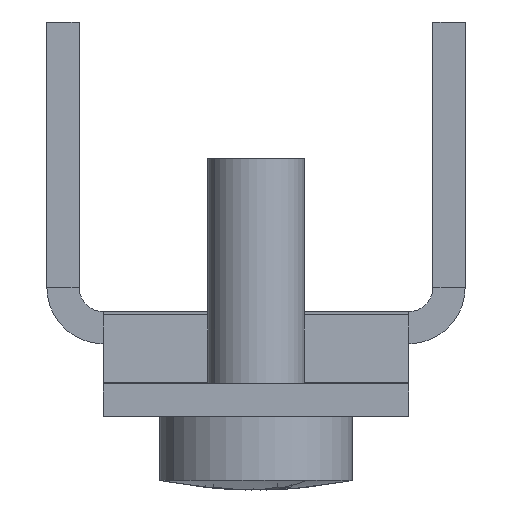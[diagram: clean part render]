
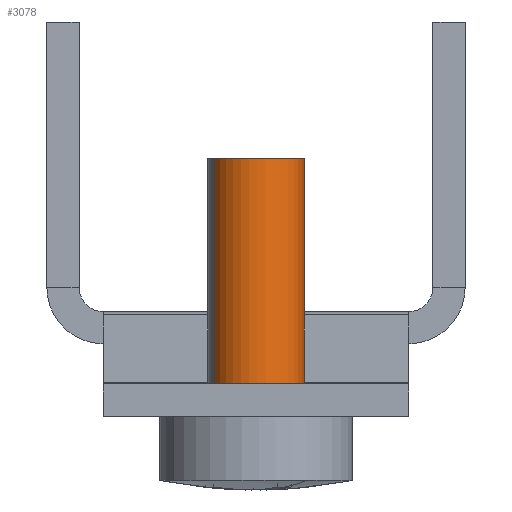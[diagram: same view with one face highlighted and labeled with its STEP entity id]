
A CAD part, left-side view. The second image highlights one B-rep face of the part: STEP entity #3078.
In plain terms, the highlighted cylindrical face has radius 3 mm (diameter 6 mm), a partial arc.
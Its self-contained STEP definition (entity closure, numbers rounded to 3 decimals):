
#510 = CIRCLE ( 'NONE', #5997, 3. ) ;
#684 = FACE_OUTER_BOUND ( 'NONE', #4139, .T. ) ;
#878 = DIRECTION ( 'NONE',  ( 0., -1., 0. ) ) ;
#1143 = DIRECTION ( 'NONE',  ( 0., 0., -1. ) ) ;
#1217 = DIRECTION ( 'NONE',  ( 0., 0., -1. ) ) ;
#1418 = CYLINDRICAL_SURFACE ( 'NONE', #1967, 3. ) ;
#1455 = CARTESIAN_POINT ( 'NONE',  ( 0., 18.2, -3. ) ) ;
#1622 = CARTESIAN_POINT ( 'NONE',  ( 0., -2.4, 3. ) ) ;
#1649 = EDGE_CURVE ( 'NONE', #9483, #7709, #7214, .T. ) ;
#1762 = VERTEX_POINT ( 'NONE', #2957 ) ;
#1967 = AXIS2_PLACEMENT_3D ( 'NONE', #5210, #3048, #8868 ) ;
#1980 = CARTESIAN_POINT ( 'NONE',  ( 0., 2.2, -3. ) ) ;
#2063 = EDGE_CURVE ( 'NONE', #9483, #7850, #510, .T. ) ;
#2629 = CARTESIAN_POINT ( 'NONE',  ( 0., 18.2, 0. ) ) ;
#2957 = CARTESIAN_POINT ( 'NONE',  ( 0., 2.2, 3. ) ) ;
#3048 = DIRECTION ( 'NONE',  ( 0., -1., 0. ) ) ;
#3078 = ADVANCED_FACE ( 'NONE', ( #684 ), #1418, .T. ) ;
#3600 = ORIENTED_EDGE ( 'NONE', *, *, #7475, .T. ) ;
#3810 = CIRCLE ( 'NONE', #6345, 3. ) ;
#4139 = EDGE_LOOP ( 'NONE', ( #4551, #3600, #8278, #6982 ) ) ;
#4551 = ORIENTED_EDGE ( 'NONE', *, *, #2063, .T. ) ;
#4897 = EDGE_CURVE ( 'NONE', #7709, #1762, #3810, .T. ) ;
#4920 = VECTOR ( 'NONE', #878, 1000. ) ;
#5210 = CARTESIAN_POINT ( 'NONE',  ( 0., -2.4, 0. ) ) ;
#5686 = DIRECTION ( 'NONE',  ( 0., -1., 0. ) ) ;
#5997 = AXIS2_PLACEMENT_3D ( 'NONE', #2629, #6309, #1143 ) ;
#6309 = DIRECTION ( 'NONE',  ( 0., -1., 0. ) ) ;
#6345 = AXIS2_PLACEMENT_3D ( 'NONE', #8616, #9390, #1217 ) ;
#6552 = VECTOR ( 'NONE', #5686, 1000. ) ;
#6865 = CARTESIAN_POINT ( 'NONE',  ( 0., 18.2, 3. ) ) ;
#6982 = ORIENTED_EDGE ( 'NONE', *, *, #1649, .F. ) ;
#7214 = LINE ( 'NONE', #9472, #6552 ) ;
#7475 = EDGE_CURVE ( 'NONE', #7850, #1762, #8364, .T. ) ;
#7709 = VERTEX_POINT ( 'NONE', #1980 ) ;
#7850 = VERTEX_POINT ( 'NONE', #6865 ) ;
#8278 = ORIENTED_EDGE ( 'NONE', *, *, #4897, .F. ) ;
#8364 = LINE ( 'NONE', #1622, #4920 ) ;
#8616 = CARTESIAN_POINT ( 'NONE',  ( 0., 2.2, 0. ) ) ;
#8868 = DIRECTION ( 'NONE',  ( 0., 0., -1. ) ) ;
#9390 = DIRECTION ( 'NONE',  ( 0., -1., 0. ) ) ;
#9472 = CARTESIAN_POINT ( 'NONE',  ( 0., -2.4, -3. ) ) ;
#9483 = VERTEX_POINT ( 'NONE', #1455 ) ;
